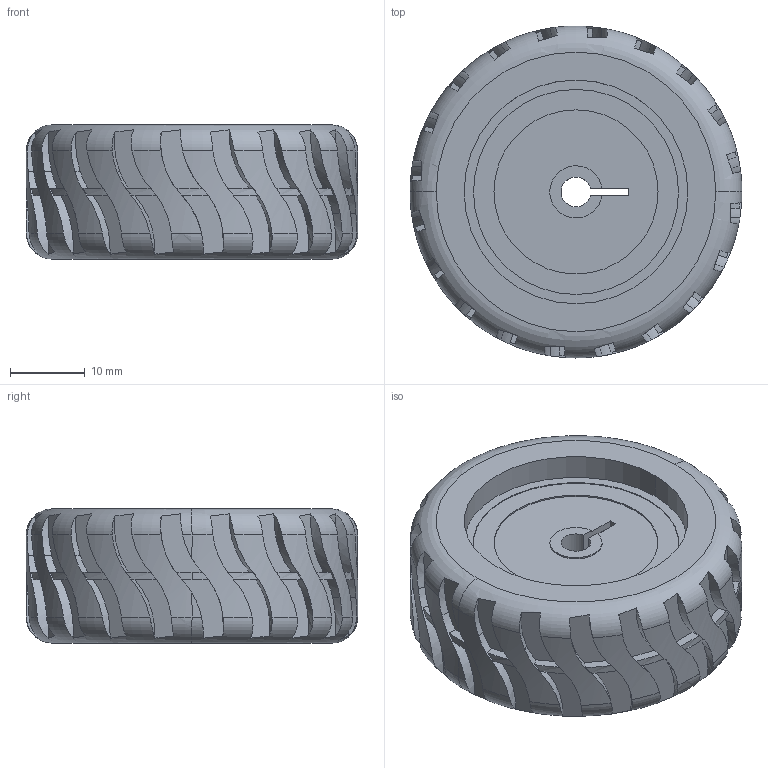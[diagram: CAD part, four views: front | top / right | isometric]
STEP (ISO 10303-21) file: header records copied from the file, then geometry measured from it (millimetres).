
FILE_DESCRIPTION (( 'STEP AP214' ), '1' );
FILE_NAME ('43 mm O-shaft wheel new.STEP', '2022-02-11T13:01:36', ( '' ), ( '' ), 'SwSTEP 2.0', 'SolidWorks 2016', '' );
FILE_SCHEMA (( 'AUTOMOTIVE_DESIGN' ));
Length unit declared in the file: millimetre
Products named in the file (2): 43 mm O-shaft wheel new
Bounding box: 44.5 x 44.5 x 18 mm (x, y, z)
Volume: 17487.1 mm3; surface area: 8646.6 mm2
Topology: 1 solids, 1 shells, 369 faces, 1063 edges, 700 vertices
Faces by surface type: cylinder 202, plane 163, torus 4
Entity records: 17447 total; most frequent: CARTESIAN_POINT 4012, ORIENTED_EDGE 2126, DIRECTION 1799, EDGE_CURVE 1063, VERTEX_POINT 700, AXIS2_PLACEMENT_3D 699, VECTOR 401, LINE 401
